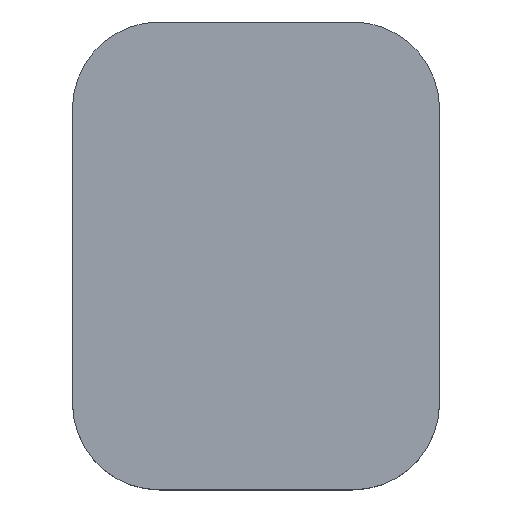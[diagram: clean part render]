
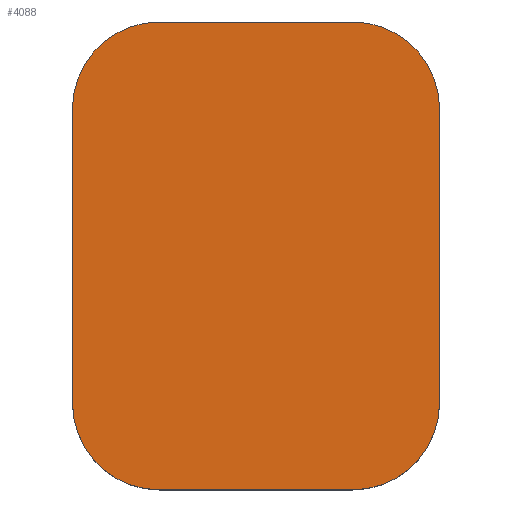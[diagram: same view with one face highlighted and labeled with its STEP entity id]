
A CAD part, top view. The second image highlights one B-rep face of the part: STEP entity #4088.
In plain terms, the highlighted planar face has unit normal (0, 0, 1).
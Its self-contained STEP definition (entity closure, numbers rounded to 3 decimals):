
#41 = EDGE_CURVE ( 'NONE', #8984, #7104, #10064, .T. ) ;
#743 = VERTEX_POINT ( 'NONE', #5393 ) ;
#783 = CARTESIAN_POINT ( 'NONE',  ( 15.706, 1.936, 2.7 ) ) ;
#794 = DIRECTION ( 'NONE',  ( 0., 0., 1. ) ) ;
#816 = DIRECTION ( 'NONE',  ( 0., 0., 1. ) ) ;
#822 = EDGE_CURVE ( 'NONE', #7104, #9332, #5013, .T. ) ;
#1114 = CARTESIAN_POINT ( 'NONE',  ( 9.255, -6.833, 2.7 ) ) ;
#1333 = CARTESIAN_POINT ( 'NONE',  ( 11.255, -6.833, 2.7 ) ) ;
#1394 = CIRCLE ( 'NONE', #2127, 2. ) ;
#1399 = CIRCLE ( 'NONE', #7762, 2. ) ;
#1413 = VERTEX_POINT ( 'NONE', #9504 ) ;
#1422 = LINE ( 'NONE', #1114, #4144 ) ;
#1434 = CARTESIAN_POINT ( 'NONE',  ( 15.706, -8.833, 2.7 ) ) ;
#1466 = CARTESIAN_POINT ( 'NONE',  ( 15.706, -0.064, 2.7 ) ) ;
#1622 = PLANE ( 'NONE',  #2871 ) ;
#1887 = CARTESIAN_POINT ( 'NONE',  ( 11.255, -8.833, 2.7 ) ) ;
#2002 = DIRECTION ( 'NONE',  ( 0., 1., 0. ) ) ;
#2106 = AXIS2_PLACEMENT_3D ( 'NONE', #10683, #3738, #2829 ) ;
#2127 = AXIS2_PLACEMENT_3D ( 'NONE', #1333, #8269, #5540 ) ;
#2168 = AXIS2_PLACEMENT_3D ( 'NONE', #1466, #4019, #10336 ) ;
#2417 = VERTEX_POINT ( 'NONE', #8174 ) ;
#2750 = EDGE_LOOP ( 'NONE', ( #7020, #5777, #4809, #6979, #5738, #4585, #4622, #7091 ) ) ;
#2789 = EDGE_CURVE ( 'NONE', #1413, #8891, #1422, .T. ) ;
#2829 = DIRECTION ( 'NONE',  ( -1., 0., 0. ) ) ;
#2834 = CARTESIAN_POINT ( 'NONE',  ( 17.706, -6.833, 2.7 ) ) ;
#2871 = AXIS2_PLACEMENT_3D ( 'NONE', #9473, #816, #5092 ) ;
#3324 = FACE_OUTER_BOUND ( 'NONE', #2750, .T. ) ;
#3738 = DIRECTION ( 'NONE',  ( 0., 0., 1. ) ) ;
#3958 = EDGE_CURVE ( 'NONE', #8891, #8984, #1394, .T. ) ;
#4019 = DIRECTION ( 'NONE',  ( 0., 0., 1. ) ) ;
#4088 = ADVANCED_FACE ( 'NONE', ( #3324 ), #1622, .T. ) ;
#4144 = VECTOR ( 'NONE', #4582, 1000. ) ;
#4176 = CIRCLE ( 'NONE', #2168, 2. ) ;
#4262 = DIRECTION ( 'NONE',  ( 1., 0., 0. ) ) ;
#4582 = DIRECTION ( 'NONE',  ( 0., -1., 0. ) ) ;
#4585 = ORIENTED_EDGE ( 'NONE', *, *, #9601, .T. ) ;
#4622 = ORIENTED_EDGE ( 'NONE', *, *, #10753, .T. ) ;
#4695 = EDGE_CURVE ( 'NONE', #9332, #7930, #8452, .T. ) ;
#4809 = ORIENTED_EDGE ( 'NONE', *, *, #41, .T. ) ;
#5013 = CIRCLE ( 'NONE', #2106, 2. ) ;
#5092 = DIRECTION ( 'NONE',  ( 1., 0., 0. ) ) ;
#5393 = CARTESIAN_POINT ( 'NONE',  ( 15.706, 1.936, 2.7 ) ) ;
#5540 = DIRECTION ( 'NONE',  ( -1., 0., 0. ) ) ;
#5716 = CARTESIAN_POINT ( 'NONE',  ( 17.706, -6.833, 2.7 ) ) ;
#5738 = ORIENTED_EDGE ( 'NONE', *, *, #4695, .T. ) ;
#5777 = ORIENTED_EDGE ( 'NONE', *, *, #3958, .T. ) ;
#5894 = DIRECTION ( 'NONE',  ( -1., 0., 0. ) ) ;
#6092 = EDGE_CURVE ( 'NONE', #2417, #1413, #1399, .T. ) ;
#6979 = ORIENTED_EDGE ( 'NONE', *, *, #822, .T. ) ;
#7020 = ORIENTED_EDGE ( 'NONE', *, *, #2789, .T. ) ;
#7056 = VECTOR ( 'NONE', #2002, 1000. ) ;
#7091 = ORIENTED_EDGE ( 'NONE', *, *, #6092, .T. ) ;
#7104 = VERTEX_POINT ( 'NONE', #9900 ) ;
#7384 = CARTESIAN_POINT ( 'NONE',  ( 17.706, -0.064, 2.7 ) ) ;
#7762 = AXIS2_PLACEMENT_3D ( 'NONE', #8589, #794, #4262 ) ;
#7897 = VECTOR ( 'NONE', #9962, 1000. ) ;
#7930 = VERTEX_POINT ( 'NONE', #7384 ) ;
#8174 = CARTESIAN_POINT ( 'NONE',  ( 11.255, 1.936, 2.7 ) ) ;
#8269 = DIRECTION ( 'NONE',  ( 0., 0., 1. ) ) ;
#8402 = LINE ( 'NONE', #783, #8541 ) ;
#8452 = LINE ( 'NONE', #5716, #7056 ) ;
#8541 = VECTOR ( 'NONE', #5894, 1000. ) ;
#8589 = CARTESIAN_POINT ( 'NONE',  ( 11.255, -0.064, 2.7 ) ) ;
#8891 = VERTEX_POINT ( 'NONE', #10193 ) ;
#8984 = VERTEX_POINT ( 'NONE', #1887 ) ;
#9332 = VERTEX_POINT ( 'NONE', #2834 ) ;
#9473 = CARTESIAN_POINT ( 'NONE',  ( 0., 0., 2.7 ) ) ;
#9504 = CARTESIAN_POINT ( 'NONE',  ( 9.255, -0.064, 2.7 ) ) ;
#9601 = EDGE_CURVE ( 'NONE', #7930, #743, #4176, .T. ) ;
#9900 = CARTESIAN_POINT ( 'NONE',  ( 15.706, -8.833, 2.7 ) ) ;
#9962 = DIRECTION ( 'NONE',  ( 1., 0., 0. ) ) ;
#10064 = LINE ( 'NONE', #1434, #7897 ) ;
#10193 = CARTESIAN_POINT ( 'NONE',  ( 9.255, -6.833, 2.7 ) ) ;
#10336 = DIRECTION ( 'NONE',  ( 1., 0., 0. ) ) ;
#10683 = CARTESIAN_POINT ( 'NONE',  ( 15.706, -6.833, 2.7 ) ) ;
#10753 = EDGE_CURVE ( 'NONE', #743, #2417, #8402, .T. ) ;
